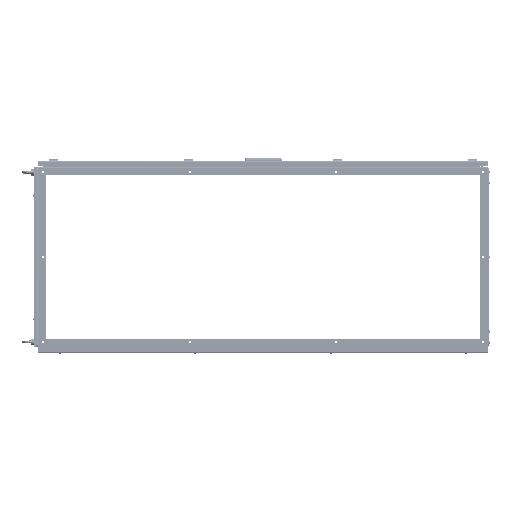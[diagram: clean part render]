
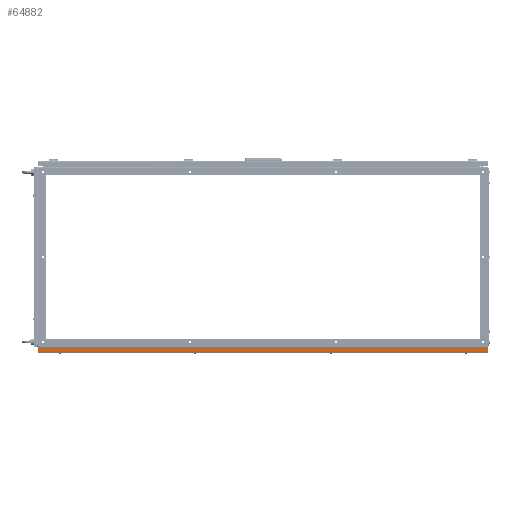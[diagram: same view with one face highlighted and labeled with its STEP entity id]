
A CAD part, left-side view. The second image highlights one B-rep face of the part: STEP entity #64882.
In plain terms, the highlighted planar face has unit normal (-1, 0, 0).
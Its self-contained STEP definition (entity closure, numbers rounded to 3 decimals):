
#4628 = VECTOR ( 'NONE', #35969, 1000. ) ;
#8492 = DIRECTION ( 'NONE',  ( 0., 0., 1. ) ) ;
#8995 = ORIENTED_EDGE ( 'NONE', *, *, #48110, .F. ) ;
#20432 = EDGE_LOOP ( 'NONE', ( #8995, #63072, #77139, #75178 ) ) ;
#20597 = PLANE ( 'NONE',  #88346 ) ;
#23405 = CARTESIAN_POINT ( 'NONE',  ( 0., 1.141, 1. ) ) ;
#31821 = DIRECTION ( 'NONE',  ( 0., 1., 0. ) ) ;
#35969 = DIRECTION ( 'NONE',  ( 0., 0., 1. ) ) ;
#42005 = DIRECTION ( 'NONE',  ( 0., 0., -1. ) ) ;
#42096 = VECTOR ( 'NONE', #73687, 1000. ) ;
#45472 = VECTOR ( 'NONE', #8492, 1000. ) ;
#48110 = EDGE_CURVE ( 'NONE', #97795, #68861, #86090, .T. ) ;
#53405 = CARTESIAN_POINT ( 'NONE',  ( 0., 0., 0. ) ) ;
#54123 = FACE_OUTER_BOUND ( 'NONE', #20432, .T. ) ;
#58342 = VERTEX_POINT ( 'NONE', #121373 ) ;
#62751 = LINE ( 'NONE', #106328, #45472 ) ;
#63072 = ORIENTED_EDGE ( 'NONE', *, *, #106898, .T. ) ;
#64882 = ADVANCED_FACE ( 'NONE', ( #54123 ), #20597, .F. ) ;
#68804 = EDGE_CURVE ( 'NONE', #110424, #58342, #101126, .T. ) ;
#68861 = VERTEX_POINT ( 'NONE', #139397 ) ;
#73687 = DIRECTION ( 'NONE',  ( 0., 1., 0. ) ) ;
#75178 = ORIENTED_EDGE ( 'NONE', *, *, #77213, .F. ) ;
#77139 = ORIENTED_EDGE ( 'NONE', *, *, #68804, .T. ) ;
#77213 = EDGE_CURVE ( 'NONE', #68861, #58342, #62751, .T. ) ;
#81858 = CARTESIAN_POINT ( 'NONE',  ( 0., 1.141, 23. ) ) ;
#86090 = LINE ( 'NONE', #94685, #133908 ) ;
#88346 = AXIS2_PLACEMENT_3D ( 'NONE', #53405, #107035, #42005 ) ;
#94685 = CARTESIAN_POINT ( 'NONE',  ( 0., 2000., 1. ) ) ;
#97795 = VERTEX_POINT ( 'NONE', #23405 ) ;
#101126 = LINE ( 'NONE', #133953, #42096 ) ;
#106328 = CARTESIAN_POINT ( 'NONE',  ( 0., 1998.859, 1. ) ) ;
#106898 = EDGE_CURVE ( 'NONE', #97795, #110424, #133783, .T. ) ;
#107035 = DIRECTION ( 'NONE',  ( 1., 0., 0. ) ) ;
#110424 = VERTEX_POINT ( 'NONE', #81858 ) ;
#121373 = CARTESIAN_POINT ( 'NONE',  ( 0., 1998.859, 23. ) ) ;
#133783 = LINE ( 'NONE', #134511, #4628 ) ;
#133908 = VECTOR ( 'NONE', #31821, 1000. ) ;
#133953 = CARTESIAN_POINT ( 'NONE',  ( 0., 0., 23. ) ) ;
#134511 = CARTESIAN_POINT ( 'NONE',  ( 0., 1.141, 1. ) ) ;
#139397 = CARTESIAN_POINT ( 'NONE',  ( 0., 1998.859, 1. ) ) ;
